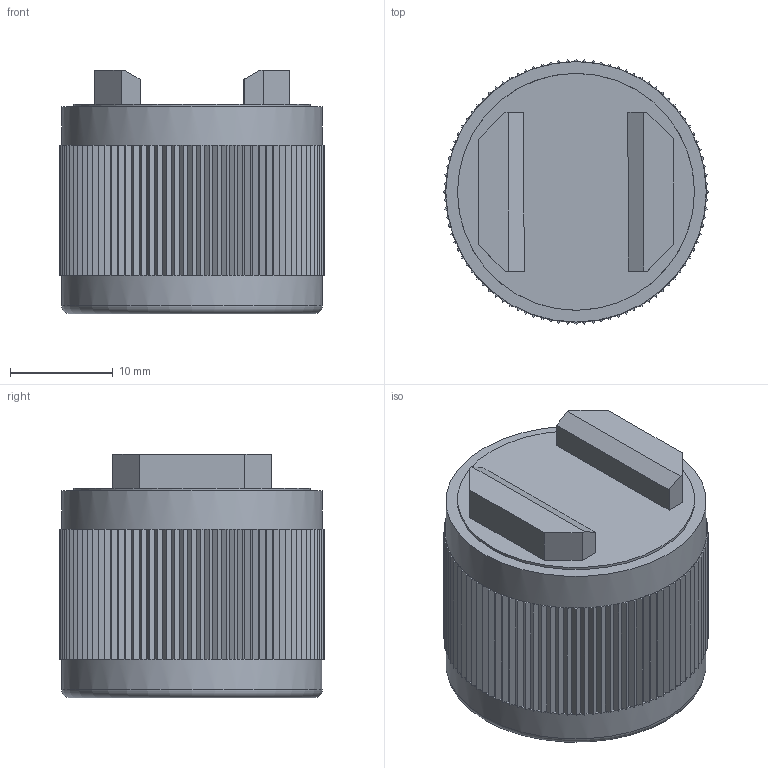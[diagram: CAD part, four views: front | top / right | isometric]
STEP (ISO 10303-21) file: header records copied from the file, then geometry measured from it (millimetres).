
FILE_DESCRIPTION(/* description */ (''),/* implementation_level */ '2;1');
FILE_NAME(/* name */ 'MH153-1A.stp',/* time_stamp */ '2020-08-03T11:22:26-04:00',/* author */ ('lcup'),/* organization */ (''),/* preprocessor_version */ 'ST-DEVELOPER v18',/* originating_system */ 'Autodesk Inventor 2020',/* authorisation */ '');
FILE_SCHEMA (('AUTOMOTIVE_DESIGN { 1 0 10303 214 3 1 1 }'));
Products named in the file (5): MH153-1A; MHP10065; MHP10209-TECHNICAL; MHP10063; MH128-1A, DERIVED EPOXY FILL
Assembly tree (5 placements, depth 2):
  MH153-1A
    MHP10065  x2
    MHP10209-TECHNICAL
    MHP10063
    MH128-1A, DERIVED EPOXY FILL
Bounding box: 25.81 x 25.81 x 23.75 mm (x, y, z)
Volume: 10555.2 mm3; surface area: 9120.1 mm2
Topology: 5 solids, 5 shells, 681 faces, 1615 edges, 960 vertices
Faces by surface type: plane 656, cylinder 21, cone 3, torus 1
Full cylindrical faces by diameter (mm): 4.14 x1, 23.114 x10, 23.622 x8, 25.4 x2
Entity records: 19724 total; most frequent: DIRECTION 3411, CARTESIAN_POINT 3198, ORIENTED_EDGE 3162, EDGE_CURVE 1581, AXIS2_PLACEMENT_3D 1151, LINE 1109, VECTOR 1109, VERTEX_POINT 938
